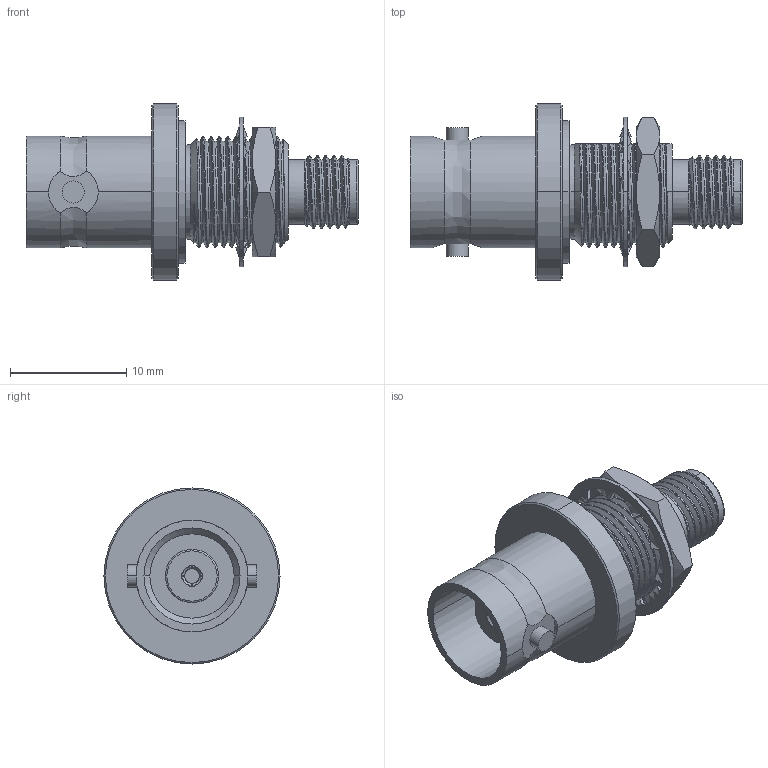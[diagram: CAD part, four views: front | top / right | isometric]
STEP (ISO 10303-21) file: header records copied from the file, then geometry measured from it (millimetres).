
FILE_DESCRIPTION (( 'STEP AP203' ), '1' );
FILE_NAME ('SM4703.step', '2018-11-20T17:00:27', ( '' ), ( '' ), 'SwSTEP 2.0', 'SolidWorks 2017', '' );
FILE_SCHEMA (( 'CONFIG_CONTROL_DESIGN' ));
Length unit declared in the file: inch
Products named in the file (1): SM4703
Bounding box: 28.5 x 15.11 x 15.11 mm (x, y, z)
Volume: 1579.5 mm3; surface area: 2247.3 mm2
Topology: 3 solids, 3 shells, 288 faces, 802 edges, 534 vertices
Faces by surface type: cylinder 111, bspline 84, plane 47, cone 42, torus 4
Entity records: 23926 total; most frequent: CARTESIAN_POINT 17469, ORIENTED_EDGE 1604, DIRECTION 991, EDGE_CURVE 802, VERTEX_POINT 534, AXIS2_PLACEMENT_3D 387, EDGE_LOOP 306, B_SPLINE_CURVE_WITH_KNOTS 292
